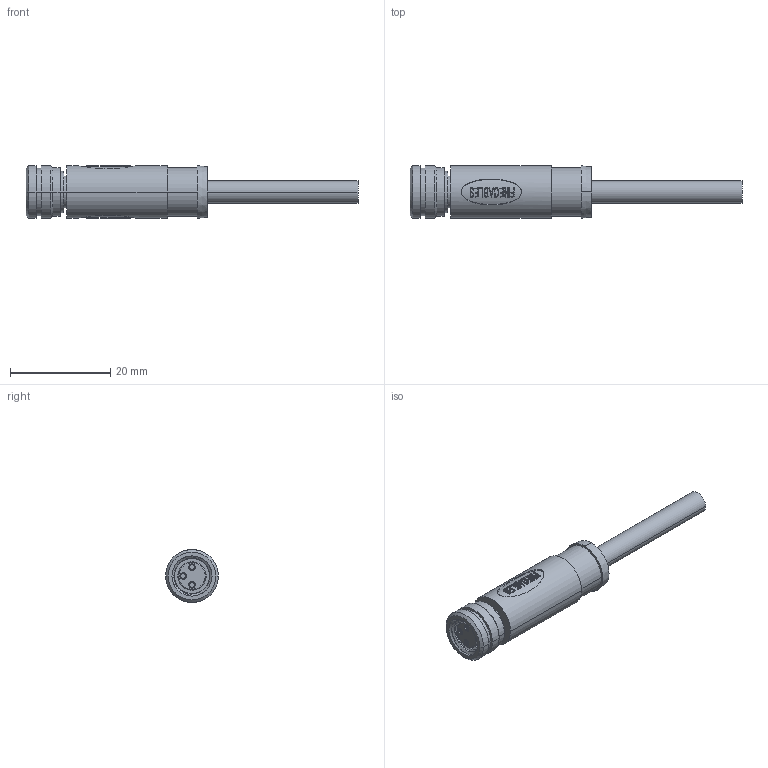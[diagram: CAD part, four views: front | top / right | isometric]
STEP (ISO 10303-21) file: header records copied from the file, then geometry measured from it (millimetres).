
FILE_DESCRIPTION (( 'STEP AP203' ), '1' );
FILE_NAME ('P27.STEP', '2020-03-30T06:06:54', ( 'edpusr' ), ( 'Microsoft' ), 'SwSTEP 2.0', 'SolidWorks 2015', '' );
FILE_SCHEMA (( 'CONFIG_CONTROL_DESIGN' ));
Length unit declared in the file: millimetre
Products named in the file (1): P27
Bounding box: 66.1 x 10.5 x 10.5 mm (x, y, z)
Volume: 3169.9 mm3; surface area: 2563.4 mm2
Topology: 2 solids, 2 shells, 563 faces, 1525 edges, 1012 vertices
Faces by surface type: bspline 400, plane 84, cylinder 66, cone 13
Entity records: 49024 total; most frequent: CARTESIAN_POINT 37346, ORIENTED_EDGE 3050, EDGE_CURVE 1525, DIRECTION 1247, VERTEX_POINT 1012, B_SPLINE_CURVE_WITH_KNOTS 781, EDGE_LOOP 609, ADVANCED_FACE 563
